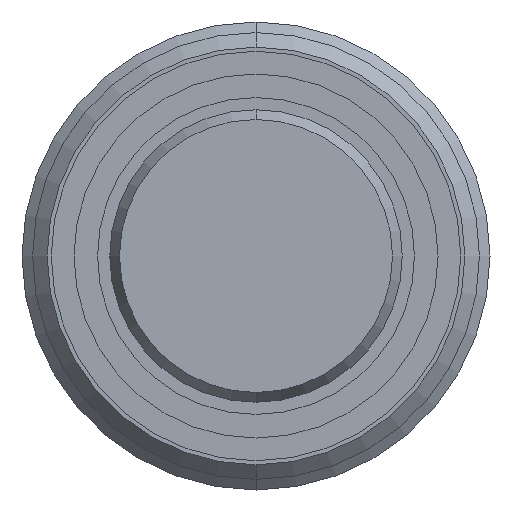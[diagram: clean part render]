
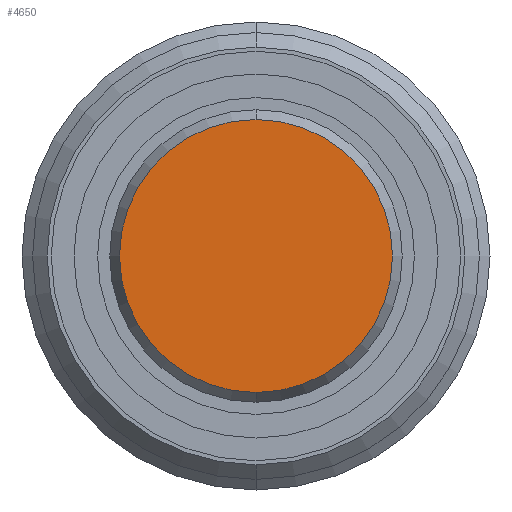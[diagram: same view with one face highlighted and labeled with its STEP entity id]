
A CAD part, front view. The second image highlights one B-rep face of the part: STEP entity #4650.
In plain terms, the highlighted planar face has unit normal (0, -1, 0).
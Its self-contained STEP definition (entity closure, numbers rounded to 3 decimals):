
#1961=CARTESIAN_POINT('',(0.,-13.25,0.));
#1962=DIRECTION('',(0.,1.,0.));
#1963=DIRECTION('',(0.,0.,-1.));
#1964=AXIS2_PLACEMENT_3D('',#1961,#1962,#1963);
#1966=CARTESIAN_POINT('',(0.,-13.25,0.));
#1967=DIRECTION('',(0.,1.,0.));
#1968=DIRECTION('',(0.,0.,1.));
#1969=AXIS2_PLACEMENT_3D('',#1966,#1967,#1968);
#2229=CARTESIAN_POINT('',(0.,-13.25,-4.2));
#2230=CARTESIAN_POINT('',(0.,-13.25,4.2));
#2231=VERTEX_POINT('',#2229);
#2232=VERTEX_POINT('',#2230);
#4641=CARTESIAN_POINT('',(0.,-13.25,0.));
#4642=DIRECTION('',(0.,1.,0.));
#4643=DIRECTION('',(0.,0.,-1.));
#4644=AXIS2_PLACEMENT_3D('',#4641,#4642,#4643);
#4645=PLANE('',#4644);
#4646=ORIENTED_EDGE('',*,*,#4621,.T.);
#4647=ORIENTED_EDGE('',*,*,#4635,.T.);
#4648=EDGE_LOOP('',(#4646,#4647));
#4649=FACE_OUTER_BOUND('',#4648,.F.);
#1965=CIRCLE('',#1964,4.2);
#1970=CIRCLE('',#1969,4.2);
#4621=EDGE_CURVE('',#2231,#2232,#1965,.T.);
#4635=EDGE_CURVE('',#2232,#2231,#1970,.T.);
#4650=ADVANCED_FACE('',(#4649),#4645,.F.);
